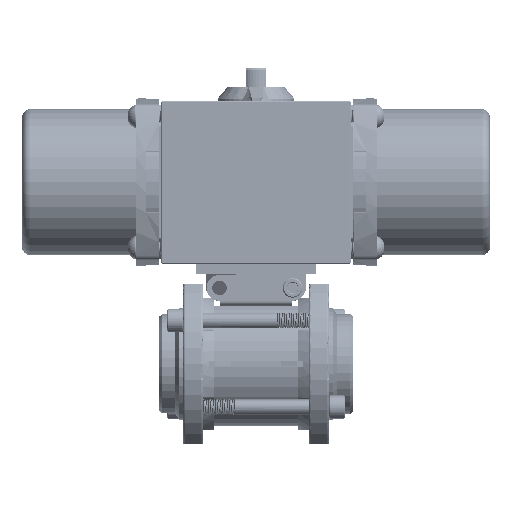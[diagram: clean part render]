
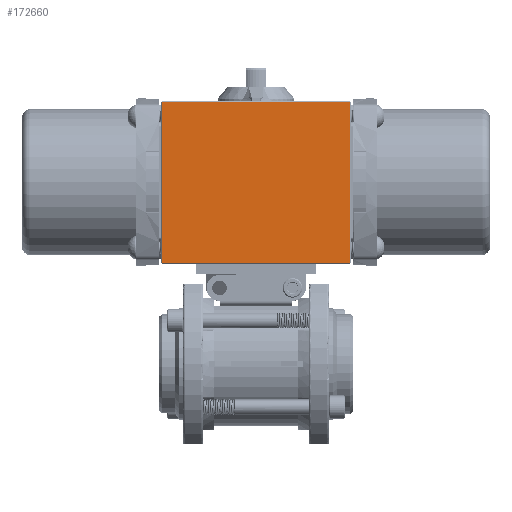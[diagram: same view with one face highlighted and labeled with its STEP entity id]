
A CAD part, top view. The second image highlights one B-rep face of the part: STEP entity #172660.
In plain terms, the highlighted planar face has unit normal (0, 0, 1).
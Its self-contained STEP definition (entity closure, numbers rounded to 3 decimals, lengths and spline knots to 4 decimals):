
#14920 = VECTOR ( 'NONE', #94783, 39.3701 ) ;
#17385 = DIRECTION ( 'NONE',  ( 0., 0., -1. ) ) ;
#42587 = LINE ( 'NONE', #178880, #87825 ) ;
#44436 = AXIS2_PLACEMENT_3D ( 'NONE', #119438, #17385, #136631 ) ;
#59468 = DIRECTION ( 'NONE',  ( 1., 0., 0. ) ) ;
#64899 = CARTESIAN_POINT ( 'NONE',  ( -2.253, 2.403, 1.55 ) ) ;
#66416 = ORIENTED_EDGE ( 'NONE', *, *, #80071, .T. ) ;
#71802 = CARTESIAN_POINT ( 'NONE',  ( -2.253, 2.423, 1.55 ) ) ;
#80071 = EDGE_CURVE ( 'NONE', #172876, #198513, #194971, .T. ) ;
#83934 = EDGE_LOOP ( 'NONE', ( #172115, #90894, #66416, #198248 ) ) ;
#85923 = CARTESIAN_POINT ( 'NONE',  ( 2.253, 6.303, 1.55 ) ) ;
#87825 = VECTOR ( 'NONE', #59468, 39.3701 ) ;
#89347 = VERTEX_POINT ( 'NONE', #114000 ) ;
#90894 = ORIENTED_EDGE ( 'NONE', *, *, #111887, .T. ) ;
#94783 = DIRECTION ( 'NONE',  ( -1., 0., 0. ) ) ;
#97122 = EDGE_CURVE ( 'NONE', #89347, #185099, #216447, .T. ) ;
#99237 = DIRECTION ( 'NONE',  ( 0., -1., 0. ) ) ;
#103175 = DIRECTION ( 'NONE',  ( 0., 1., 0. ) ) ;
#108146 = CARTESIAN_POINT ( 'NONE',  ( -2.253, 6.283, 1.55 ) ) ;
#111887 = EDGE_CURVE ( 'NONE', #185099, #172876, #190985, .T. ) ;
#114000 = CARTESIAN_POINT ( 'NONE',  ( 2.253, 2.423, 1.55 ) ) ;
#119438 = CARTESIAN_POINT ( 'NONE',  ( -2.273, 6.303, 1.55 ) ) ;
#120282 = VECTOR ( 'NONE', #103175, 39.3701 ) ;
#136631 = DIRECTION ( 'NONE',  ( 0., -1., 0. ) ) ;
#138873 = VECTOR ( 'NONE', #99237, 39.3701 ) ;
#172115 = ORIENTED_EDGE ( 'NONE', *, *, #97122, .T. ) ;
#172660 = ADVANCED_FACE ( 'NONE', ( #207819 ), #187404, .F. ) ;
#172876 = VERTEX_POINT ( 'NONE', #108146 ) ;
#178880 = CARTESIAN_POINT ( 'NONE',  ( -2.273, 2.423, 1.55 ) ) ;
#185099 = VERTEX_POINT ( 'NONE', #188642 ) ;
#187404 = PLANE ( 'NONE',  #44436 ) ;
#188642 = CARTESIAN_POINT ( 'NONE',  ( 2.253, 6.283, 1.55 ) ) ;
#190985 = LINE ( 'NONE', #214270, #14920 ) ;
#194971 = LINE ( 'NONE', #64899, #138873 ) ;
#198248 = ORIENTED_EDGE ( 'NONE', *, *, #202179, .T. ) ;
#198513 = VERTEX_POINT ( 'NONE', #71802 ) ;
#202179 = EDGE_CURVE ( 'NONE', #198513, #89347, #42587, .T. ) ;
#207819 = FACE_OUTER_BOUND ( 'NONE', #83934, .T. ) ;
#214270 = CARTESIAN_POINT ( 'NONE',  ( -2.273, 6.283, 1.55 ) ) ;
#216447 = LINE ( 'NONE', #85923, #120282 ) ;
